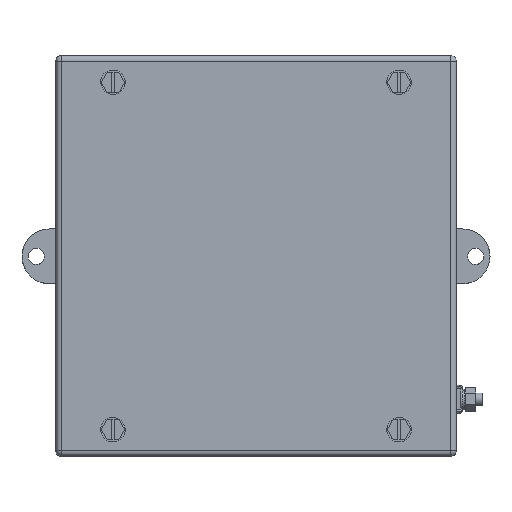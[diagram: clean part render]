
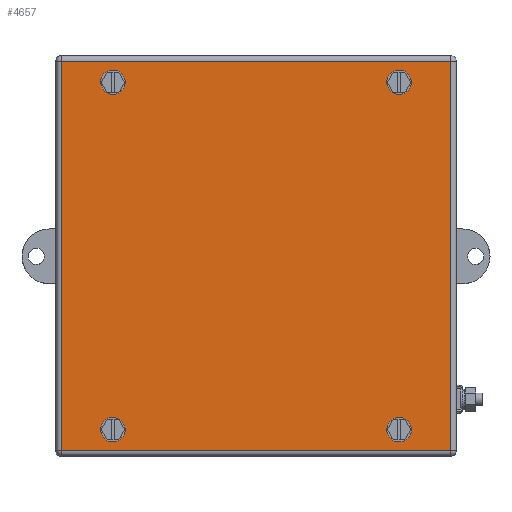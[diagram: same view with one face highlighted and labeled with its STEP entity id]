
A CAD part, top view. The second image highlights one B-rep face of the part: STEP entity #4657.
In plain terms, the highlighted planar face has unit normal (0, 0, 1).
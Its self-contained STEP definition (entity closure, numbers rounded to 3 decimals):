
#4444=AXIS2_PLACEMENT_3D('Circle Axis2P3D',#4442,#4443,$) ;
#4463=AXIS2_PLACEMENT_3D('Circle Axis2P3D',#4461,#4462,$) ;
#4487=AXIS2_PLACEMENT_3D('Circle Axis2P3D',#4485,#4486,$) ;
#4506=AXIS2_PLACEMENT_3D('Circle Axis2P3D',#4504,#4505,$) ;
#4530=AXIS2_PLACEMENT_3D('Circle Axis2P3D',#4528,#4529,$) ;
#4549=AXIS2_PLACEMENT_3D('Circle Axis2P3D',#4547,#4548,$) ;
#4573=AXIS2_PLACEMENT_3D('Circle Axis2P3D',#4571,#4572,$) ;
#4592=AXIS2_PLACEMENT_3D('Circle Axis2P3D',#4590,#4591,$) ;
#4605=AXIS2_PLACEMENT_3D('Plane Axis2P3D',#4602,#4603,#4604) ;
#4439=CARTESIAN_POINT('Vertex',(181.75,13.,103.)) ;
#4442=CARTESIAN_POINT('Axis2P3D Location',(184.5,13.,103.)) ;
#4446=CARTESIAN_POINT('Vertex',(187.25,13.,103.)) ;
#4461=CARTESIAN_POINT('Axis2P3D Location',(184.5,13.,103.)) ;
#4482=CARTESIAN_POINT('Vertex',(47.25,183.,103.)) ;
#4485=CARTESIAN_POINT('Axis2P3D Location',(44.5,183.,103.)) ;
#4489=CARTESIAN_POINT('Vertex',(41.75,183.,103.)) ;
#4504=CARTESIAN_POINT('Axis2P3D Location',(44.5,183.,103.)) ;
#4525=CARTESIAN_POINT('Vertex',(47.25,13.,103.)) ;
#4528=CARTESIAN_POINT('Axis2P3D Location',(44.5,13.,103.)) ;
#4532=CARTESIAN_POINT('Vertex',(41.75,13.,103.)) ;
#4547=CARTESIAN_POINT('Axis2P3D Location',(44.5,13.,103.)) ;
#4568=CARTESIAN_POINT('Vertex',(181.75,183.,103.)) ;
#4571=CARTESIAN_POINT('Axis2P3D Location',(184.5,183.,103.)) ;
#4575=CARTESIAN_POINT('Vertex',(187.25,183.,103.)) ;
#4590=CARTESIAN_POINT('Axis2P3D Location',(184.5,183.,103.)) ;
#4602=CARTESIAN_POINT('Axis2P3D Location',(114.5,98.,103.)) ;
#4607=CARTESIAN_POINT('Line Origine',(114.5,2.6,103.)) ;
#4611=CARTESIAN_POINT('Vertex',(209.9,2.6,103.)) ;
#4613=CARTESIAN_POINT('Vertex',(19.1,2.6,103.)) ;
#4616=CARTESIAN_POINT('Line Origine',(209.9,98.,103.)) ;
#4620=CARTESIAN_POINT('Vertex',(209.9,193.4,103.)) ;
#4623=CARTESIAN_POINT('Line Origine',(114.5,193.4,103.)) ;
#4627=CARTESIAN_POINT('Vertex',(19.1,193.4,103.)) ;
#4630=CARTESIAN_POINT('Line Origine',(19.1,98.,103.)) ;
#4443=DIRECTION('Axis2P3D Direction',(0.,0.,1.)) ;
#4462=DIRECTION('Axis2P3D Direction',(0.,0.,1.)) ;
#4486=DIRECTION('Axis2P3D Direction',(0.,0.,1.)) ;
#4505=DIRECTION('Axis2P3D Direction',(0.,0.,1.)) ;
#4529=DIRECTION('Axis2P3D Direction',(0.,0.,1.)) ;
#4548=DIRECTION('Axis2P3D Direction',(0.,0.,1.)) ;
#4572=DIRECTION('Axis2P3D Direction',(0.,0.,1.)) ;
#4591=DIRECTION('Axis2P3D Direction',(0.,0.,1.)) ;
#4603=DIRECTION('Axis2P3D Direction',(0.,0.,-1.)) ;
#4604=DIRECTION('Axis2P3D XDirection',(1.,0.,0.)) ;
#4608=DIRECTION('Vector Direction',(1.,0.,0.)) ;
#4617=DIRECTION('Vector Direction',(0.,-1.,0.)) ;
#4624=DIRECTION('Vector Direction',(-1.,0.,0.)) ;
#4631=DIRECTION('Vector Direction',(0.,1.,0.)) ;
#4609=VECTOR('Line Direction',#4608,1.) ;
#4618=VECTOR('Line Direction',#4617,1.) ;
#4625=VECTOR('Line Direction',#4624,1.) ;
#4632=VECTOR('Line Direction',#4631,1.) ;
#4636=ORIENTED_EDGE('',*,*,#4615,.F.) ;
#4637=ORIENTED_EDGE('',*,*,#4622,.F.) ;
#4638=ORIENTED_EDGE('',*,*,#4629,.F.) ;
#4639=ORIENTED_EDGE('',*,*,#4634,.F.) ;
#4642=ORIENTED_EDGE('',*,*,#4465,.F.) ;
#4643=ORIENTED_EDGE('',*,*,#4448,.F.) ;
#4646=ORIENTED_EDGE('',*,*,#4551,.F.) ;
#4647=ORIENTED_EDGE('',*,*,#4534,.F.) ;
#4650=ORIENTED_EDGE('',*,*,#4594,.F.) ;
#4651=ORIENTED_EDGE('',*,*,#4577,.F.) ;
#4654=ORIENTED_EDGE('',*,*,#4508,.F.) ;
#4655=ORIENTED_EDGE('',*,*,#4491,.F.) ;
#4644=FACE_BOUND('',#4641,.T.) ;
#4648=FACE_BOUND('',#4645,.T.) ;
#4652=FACE_BOUND('',#4649,.T.) ;
#4656=FACE_BOUND('',#4653,.T.) ;
#4657=ADVANCED_FACE('Cover',(#4640,#4644,#4648,#4652,#4656),#4606,.F.) ;
#4445=CIRCLE('generated circle',#4444,2.75) ;
#4464=CIRCLE('generated circle',#4463,2.75) ;
#4488=CIRCLE('generated circle',#4487,2.75) ;
#4507=CIRCLE('generated circle',#4506,2.75) ;
#4531=CIRCLE('generated circle',#4530,2.75) ;
#4550=CIRCLE('generated circle',#4549,2.75) ;
#4574=CIRCLE('generated circle',#4573,2.75) ;
#4593=CIRCLE('generated circle',#4592,2.75) ;
#4448=EDGE_CURVE('',#4440,#4447,#4445,.T.) ;
#4465=EDGE_CURVE('',#4447,#4440,#4464,.T.) ;
#4491=EDGE_CURVE('',#4483,#4490,#4488,.T.) ;
#4508=EDGE_CURVE('',#4490,#4483,#4507,.T.) ;
#4534=EDGE_CURVE('',#4526,#4533,#4531,.T.) ;
#4551=EDGE_CURVE('',#4533,#4526,#4550,.T.) ;
#4577=EDGE_CURVE('',#4569,#4576,#4574,.T.) ;
#4594=EDGE_CURVE('',#4576,#4569,#4593,.T.) ;
#4615=EDGE_CURVE('',#4612,#4614,#4610,.F.) ;
#4622=EDGE_CURVE('',#4621,#4612,#4619,.T.) ;
#4629=EDGE_CURVE('',#4628,#4621,#4626,.F.) ;
#4634=EDGE_CURVE('',#4614,#4628,#4633,.T.) ;
#4635=EDGE_LOOP('',(#4636,#4637,#4638,#4639)) ;
#4641=EDGE_LOOP('',(#4642,#4643)) ;
#4645=EDGE_LOOP('',(#4646,#4647)) ;
#4649=EDGE_LOOP('',(#4650,#4651)) ;
#4653=EDGE_LOOP('',(#4654,#4655)) ;
#4640=FACE_OUTER_BOUND('',#4635,.T.) ;
#4610=LINE('Line',#4607,#4609) ;
#4619=LINE('Line',#4616,#4618) ;
#4626=LINE('Line',#4623,#4625) ;
#4633=LINE('Line',#4630,#4632) ;
#4606=PLANE('',#4605) ;
#4440=VERTEX_POINT('',#4439) ;
#4447=VERTEX_POINT('',#4446) ;
#4483=VERTEX_POINT('',#4482) ;
#4490=VERTEX_POINT('',#4489) ;
#4526=VERTEX_POINT('',#4525) ;
#4533=VERTEX_POINT('',#4532) ;
#4569=VERTEX_POINT('',#4568) ;
#4576=VERTEX_POINT('',#4575) ;
#4612=VERTEX_POINT('',#4611) ;
#4614=VERTEX_POINT('',#4613) ;
#4621=VERTEX_POINT('',#4620) ;
#4628=VERTEX_POINT('',#4627) ;
